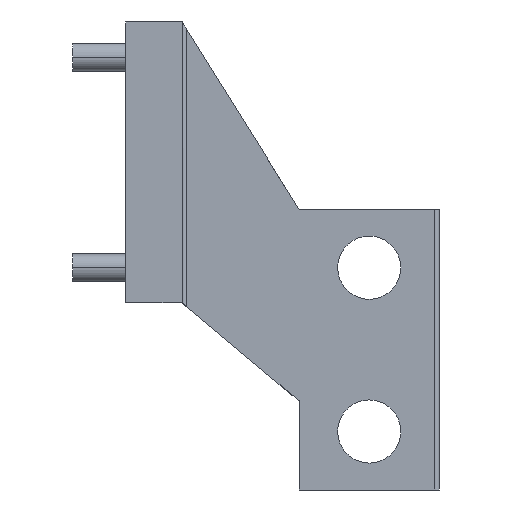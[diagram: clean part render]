
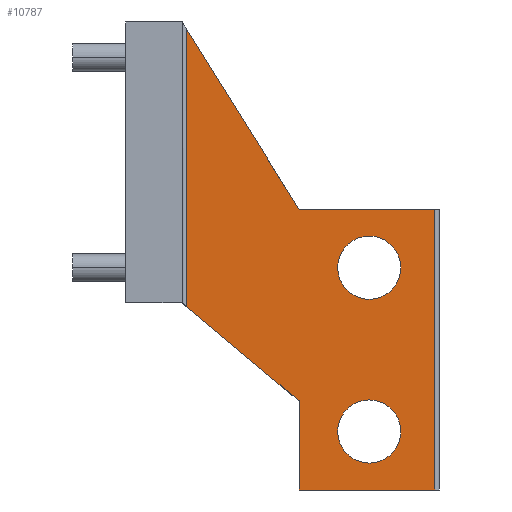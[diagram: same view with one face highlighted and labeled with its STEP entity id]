
A CAD part, left-side view. The second image highlights one B-rep face of the part: STEP entity #10787.
In plain terms, the highlighted planar face has unit normal (-1, 0, 0).
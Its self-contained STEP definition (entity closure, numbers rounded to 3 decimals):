
#9349=AXIS2_PLACEMENT_3D('Circle Axis2P3D',#9347,#9348,$) ;
#10086=AXIS2_PLACEMENT_3D('Circle Axis2P3D',#10084,#10085,$) ;
#10117=AXIS2_PLACEMENT_3D('Circle Axis2P3D',#10115,#10116,$) ;
#10143=AXIS2_PLACEMENT_3D('Circle Axis2P3D',#10141,#10142,$) ;
#10749=AXIS2_PLACEMENT_3D('Plane Axis2P3D',#10746,#10747,#10748) ;
#9344=CARTESIAN_POINT('Vertex',(-243.,-38.764,63.576)) ;
#9347=CARTESIAN_POINT('Axis2P3D Location',(-243.,-42.,69.5)) ;
#9351=CARTESIAN_POINT('Vertex',(-243.,-45.236,75.424)) ;
#9384=CARTESIAN_POINT('Vertex',(-243.,-27.,41.023)) ;
#9398=CARTESIAN_POINT('Vertex',(-243.,-27.,22.)) ;
#9401=CARTESIAN_POINT('Line Origine',(-243.,-27.,31.511)) ;
#10084=CARTESIAN_POINT('Axis2P3D Location',(-243.,-42.,69.5)) ;
#10112=CARTESIAN_POINT('Vertex',(-243.,-38.764,28.576)) ;
#10115=CARTESIAN_POINT('Axis2P3D Location',(-243.,-42.,34.5)) ;
#10119=CARTESIAN_POINT('Vertex',(-243.,-45.236,40.424)) ;
#10141=CARTESIAN_POINT('Axis2P3D Location',(-243.,-42.,34.5)) ;
#10264=CARTESIAN_POINT('Vertex',(-243.,-3.,61.161)) ;
#10267=CARTESIAN_POINT('Line Origine',(-243.,-3.,72.)) ;
#10271=CARTESIAN_POINT('Vertex',(-243.,-3.,120.4)) ;
#10340=CARTESIAN_POINT('Line Origine',(-243.,-15.,101.2)) ;
#10344=CARTESIAN_POINT('Vertex',(-243.,-27.,82.)) ;
#10408=CARTESIAN_POINT('Line Origine',(-243.,-15.,51.092)) ;
#10746=CARTESIAN_POINT('Axis2P3D Location',(-243.,10.,62.)) ;
#10751=CARTESIAN_POINT('Line Origine',(-243.,-41.5,82.)) ;
#10755=CARTESIAN_POINT('Vertex',(-243.,-56.,82.)) ;
#10758=CARTESIAN_POINT('Line Origine',(-243.,-41.5,22.)) ;
#10762=CARTESIAN_POINT('Vertex',(-243.,-56.,22.)) ;
#10765=CARTESIAN_POINT('Line Origine',(-243.,-56.,52.)) ;
#9348=DIRECTION('Axis2P3D Direction',(1.,0.,0.)) ;
#9402=DIRECTION('Vector Direction',(0.,0.,-1.)) ;
#10085=DIRECTION('Axis2P3D Direction',(1.,0.,0.)) ;
#10116=DIRECTION('Axis2P3D Direction',(1.,0.,0.)) ;
#10142=DIRECTION('Axis2P3D Direction',(1.,0.,0.)) ;
#10268=DIRECTION('Vector Direction',(0.,0.,-1.)) ;
#10341=DIRECTION('Vector Direction',(0.,0.53,0.848)) ;
#10409=DIRECTION('Vector Direction',(0.,-0.766,-0.643)) ;
#10747=DIRECTION('Axis2P3D Direction',(-1.,0.,0.)) ;
#10748=DIRECTION('Axis2P3D XDirection',(0.,0.,-1.)) ;
#10752=DIRECTION('Vector Direction',(0.,1.,0.)) ;
#10759=DIRECTION('Vector Direction',(0.,-1.,0.)) ;
#10766=DIRECTION('Vector Direction',(0.,0.,1.)) ;
#9403=VECTOR('Line Direction',#9402,1.) ;
#10269=VECTOR('Line Direction',#10268,1.) ;
#10342=VECTOR('Line Direction',#10341,1.) ;
#10410=VECTOR('Line Direction',#10409,1.) ;
#10753=VECTOR('Line Direction',#10752,1.) ;
#10760=VECTOR('Line Direction',#10759,1.) ;
#10767=VECTOR('Line Direction',#10766,1.) ;
#10771=ORIENTED_EDGE('',*,*,#10757,.T.) ;
#10772=ORIENTED_EDGE('',*,*,#10346,.T.) ;
#10773=ORIENTED_EDGE('',*,*,#10273,.F.) ;
#10774=ORIENTED_EDGE('',*,*,#10412,.T.) ;
#10775=ORIENTED_EDGE('',*,*,#9405,.T.) ;
#10776=ORIENTED_EDGE('',*,*,#10764,.T.) ;
#10777=ORIENTED_EDGE('',*,*,#10769,.T.) ;
#10780=ORIENTED_EDGE('',*,*,#10121,.F.) ;
#10781=ORIENTED_EDGE('',*,*,#10145,.F.) ;
#10784=ORIENTED_EDGE('',*,*,#10088,.F.) ;
#10785=ORIENTED_EDGE('',*,*,#9353,.F.) ;
#10782=FACE_BOUND('',#10779,.T.) ;
#10786=FACE_BOUND('',#10783,.T.) ;
#10787=ADVANCED_FACE('RB2893003_1PA_001_01_SPREAD_REAR_TERM_MULTI_N1.6\\PartBody',(#10778,#10782,#10786),#10750,.T.) ;
#9350=CIRCLE('generated circle',#9349,6.75) ;
#10087=CIRCLE('generated circle',#10086,6.75) ;
#10118=CIRCLE('generated circle',#10117,6.75) ;
#10144=CIRCLE('generated circle',#10143,6.75) ;
#9353=EDGE_CURVE('',#9345,#9352,#9350,.F.) ;
#9405=EDGE_CURVE('',#9385,#9399,#9404,.T.) ;
#10088=EDGE_CURVE('',#9352,#9345,#10087,.F.) ;
#10121=EDGE_CURVE('',#10113,#10120,#10118,.F.) ;
#10145=EDGE_CURVE('',#10120,#10113,#10144,.F.) ;
#10273=EDGE_CURVE('',#10265,#10272,#10270,.F.) ;
#10346=EDGE_CURVE('',#10345,#10272,#10343,.T.) ;
#10412=EDGE_CURVE('',#10265,#9385,#10411,.T.) ;
#10757=EDGE_CURVE('',#10756,#10345,#10754,.T.) ;
#10764=EDGE_CURVE('',#9399,#10763,#10761,.T.) ;
#10769=EDGE_CURVE('',#10763,#10756,#10768,.T.) ;
#10770=EDGE_LOOP('',(#10771,#10772,#10773,#10774,#10775,#10776,#10777)) ;
#10779=EDGE_LOOP('',(#10780,#10781)) ;
#10783=EDGE_LOOP('',(#10784,#10785)) ;
#10778=FACE_OUTER_BOUND('',#10770,.T.) ;
#9404=LINE('Line',#9401,#9403) ;
#10270=LINE('Line',#10267,#10269) ;
#10343=LINE('Line',#10340,#10342) ;
#10411=LINE('Line',#10408,#10410) ;
#10754=LINE('Line',#10751,#10753) ;
#10761=LINE('Line',#10758,#10760) ;
#10768=LINE('Line',#10765,#10767) ;
#10750=PLANE('',#10749) ;
#9345=VERTEX_POINT('',#9344) ;
#9352=VERTEX_POINT('',#9351) ;
#9385=VERTEX_POINT('',#9384) ;
#9399=VERTEX_POINT('',#9398) ;
#10113=VERTEX_POINT('',#10112) ;
#10120=VERTEX_POINT('',#10119) ;
#10265=VERTEX_POINT('',#10264) ;
#10272=VERTEX_POINT('',#10271) ;
#10345=VERTEX_POINT('',#10344) ;
#10756=VERTEX_POINT('',#10755) ;
#10763=VERTEX_POINT('',#10762) ;
